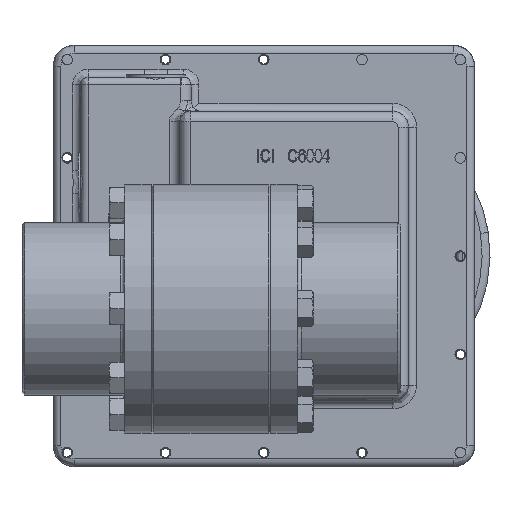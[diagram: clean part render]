
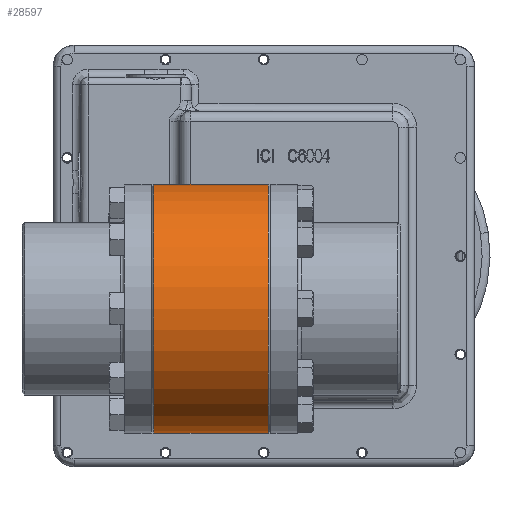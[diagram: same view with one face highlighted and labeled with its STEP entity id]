
A CAD part, front view. The second image highlights one B-rep face of the part: STEP entity #28597.
In plain terms, the highlighted cylindrical face has radius 74.93 mm (diameter 149.86 mm), a partial arc.
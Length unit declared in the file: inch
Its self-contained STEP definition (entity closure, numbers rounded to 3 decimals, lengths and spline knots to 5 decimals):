
#1010 = AXIS2_PLACEMENT_3D ( 'NONE', #15375, #58791, #21593 ) ;
#5807 = LINE ( 'NONE', #37254, #65973 ) ;
#8226 = VERTEX_POINT ( 'NONE', #51429 ) ;
#9427 = ORIENTED_EDGE ( 'NONE', *, *, #50464, .F. ) ;
#9830 = AXIS2_PLACEMENT_3D ( 'NONE', #79720, #48546, #54749 ) ;
#9880 = CARTESIAN_POINT ( 'NONE',  ( 1.3575, 0., -2.95 ) ) ;
#13516 = CARTESIAN_POINT ( 'NONE',  ( 1.3575, 0., 0. ) ) ;
#14762 = FACE_OUTER_BOUND ( 'NONE', #67693, .T. ) ;
#15375 = CARTESIAN_POINT ( 'NONE',  ( -1.3575, 0., 0. ) ) ;
#19763 = DIRECTION ( 'NONE',  ( 0., 0., -1. ) ) ;
#21566 = EDGE_CURVE ( 'NONE', #28220, #78432, #69163, .T. ) ;
#21593 = DIRECTION ( 'NONE',  ( 0., 0., -1. ) ) ;
#25387 = EDGE_CURVE ( 'NONE', #64233, #28220, #66354, .T. ) ;
#27348 = CYLINDRICAL_SURFACE ( 'NONE', #9830, 2.95 ) ;
#28220 = VERTEX_POINT ( 'NONE', #48363 ) ;
#28597 = ADVANCED_FACE ( 'NONE', ( #14762 ), #27348, .T. ) ;
#32072 = AXIS2_PLACEMENT_3D ( 'NONE', #13516, #56920, #19763 ) ;
#36132 = VECTOR ( 'NONE', #42492, 39.37008 ) ;
#37254 = CARTESIAN_POINT ( 'NONE',  ( 1.4175, 0., -2.95 ) ) ;
#42492 = DIRECTION ( 'NONE',  ( -1., 0., 0. ) ) ;
#48363 = CARTESIAN_POINT ( 'NONE',  ( 1.3575, 0., 2.95 ) ) ;
#48546 = DIRECTION ( 'NONE',  ( -1., 0., 0. ) ) ;
#50464 = EDGE_CURVE ( 'NONE', #64233, #8226, #5807, .T. ) ;
#51429 = CARTESIAN_POINT ( 'NONE',  ( -1.3575, 0., -2.95 ) ) ;
#52736 = EDGE_CURVE ( 'NONE', #78432, #8226, #68720, .T. ) ;
#54749 = DIRECTION ( 'NONE',  ( 0., 0., 1. ) ) ;
#55954 = DIRECTION ( 'NONE',  ( -1., 0., 0. ) ) ;
#56920 = DIRECTION ( 'NONE',  ( -1., 0., 0. ) ) ;
#58791 = DIRECTION ( 'NONE',  ( 1., 0., 0. ) ) ;
#64233 = VERTEX_POINT ( 'NONE', #9880 ) ;
#65973 = VECTOR ( 'NONE', #55954, 39.37008 ) ;
#66354 = CIRCLE ( 'NONE', #32072, 2.95 ) ;
#66747 = ORIENTED_EDGE ( 'NONE', *, *, #25387, .T. ) ;
#67693 = EDGE_LOOP ( 'NONE', ( #9427, #66747, #80397, #80167 ) ) ;
#68720 = CIRCLE ( 'NONE', #1010, 2.95 ) ;
#69163 = LINE ( 'NONE', #79904, #36132 ) ;
#73370 = CARTESIAN_POINT ( 'NONE',  ( -1.3575, 0., 2.95 ) ) ;
#78432 = VERTEX_POINT ( 'NONE', #73370 ) ;
#79720 = CARTESIAN_POINT ( 'NONE',  ( 1.4175, 0., 0. ) ) ;
#79904 = CARTESIAN_POINT ( 'NONE',  ( 1.4175, 0., 2.95 ) ) ;
#80167 = ORIENTED_EDGE ( 'NONE', *, *, #52736, .T. ) ;
#80397 = ORIENTED_EDGE ( 'NONE', *, *, #21566, .T. ) ;
